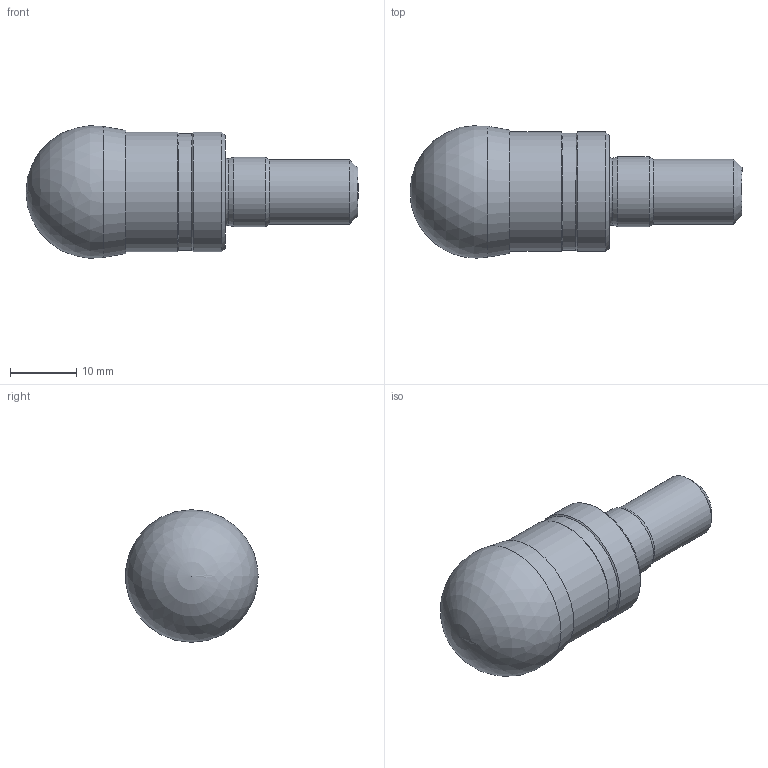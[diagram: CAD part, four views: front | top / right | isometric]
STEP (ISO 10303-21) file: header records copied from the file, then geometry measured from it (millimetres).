
FILE_DESCRIPTION(/* description */ (''),/* implementation_level */ '2;1');
FILE_NAME(/* name */ 'APMR-BNM20-D20-M10-L30.stp',/* time_stamp */ '2023-09-29T19:35:59+03:00',/* author */ (''),/* organization */ (''),/* preprocessor_version */ 'ST-DEVELOPER v19.4',/* originating_system */ 'SIEMENS PLM Software NX2306.5001',/* authorisation */ '');
FILE_SCHEMA (('AUTOMOTIVE_DESIGN { 1 0 10303 214 3 1 1 1 }'));
Length unit declared in the file: millimetre
Products named in the file (1): APMR-BNM20-D20-M10-L30_objects
Bounding box: 50 x 19.92 x 19.98 mm (x, y, z)
Volume: 11691.1 mm3; surface area: 3691.8 mm2
Topology: 2 solids, 2 shells, 19 faces, 36 edges, 20 vertices
Faces by surface type: cone 8, cylinder 5, plane 3, sphere 2, torus 1
Full cylindrical faces by diameter (mm): 9.75 x1, 10.5 x1, 17.6 x1, 18 x2
Entity records: 539 total; most frequent: DIRECTION 78, CARTESIAN_POINT 59, ORIENTED_EDGE 40, AXIS2_PLACEMENT_3D 38, EDGE_LOOP 33, FACE_BOUND 28, EDGE_CURVE 20, ADVANCED_FACE 19
